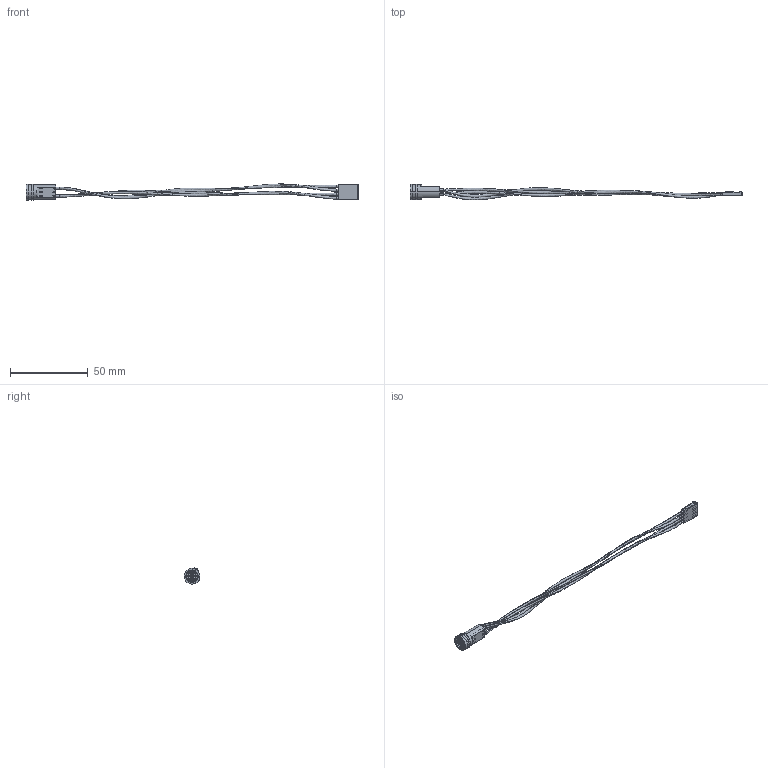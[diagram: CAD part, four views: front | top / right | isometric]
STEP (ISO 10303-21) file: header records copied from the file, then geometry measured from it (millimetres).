
FILE_DESCRIPTION (( 'STEP AP214' ), '1' );
FILE_NAME ('CNX_440_Series.STEP', '2018-07-25T17:37:05', ( 'user' ), ( 'Microsoft' ), 'SwSTEP 2.0', 'SolidWorks 2018', '' );
FILE_SCHEMA (( 'AUTOMOTIVE_DESIGN' ));
Length unit declared in the file: foot
Products named in the file (5): 450 001 Rev003_Crimped; 450 304 Rev002_450 304; 440 260; CNX 440 _ 04 Wires; CNX_440_Series
Assembly tree (11 placements, depth 2):
  CNX_440_Series
    CNX 440 _ 04 Wires
    440 260
    450 304 Rev002_450 304
    450 001 Rev003_Crimped  x8
Bounding box: 212.97 x 10.16 x 10.29 mm (x, y, z)
Volume: 2030.4 mm3; surface area: 6539.6 mm2
Topology: 38 solids, 38 shells, 2046 faces, 5499 edges, 3588 vertices
Faces by surface type: plane 1342, cylinder 357, bspline 301, cone 24, torus 18, sphere 4
Entity records: 42931 total; most frequent: CARTESIAN_POINT 20292, ORIENTED_EDGE 4806, DIRECTION 3657, EDGE_CURVE 2403, LINE 1701, VECTOR 1701, VERTEX_POINT 1586, EDGE_LOOP 1033
